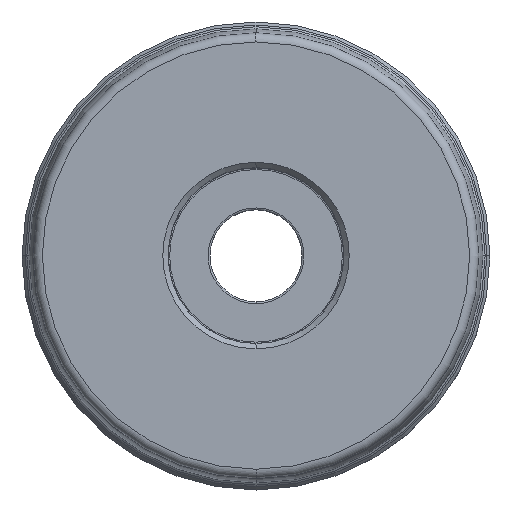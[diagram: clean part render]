
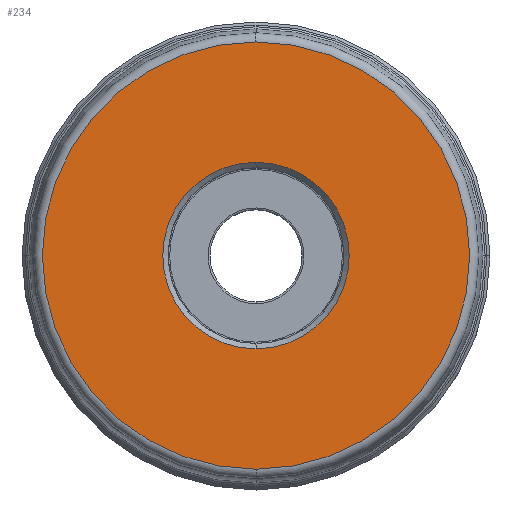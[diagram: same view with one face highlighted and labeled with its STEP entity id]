
A CAD part, top view. The second image highlights one B-rep face of the part: STEP entity #234.
In plain terms, the highlighted planar face has unit normal (0, 0, 1).
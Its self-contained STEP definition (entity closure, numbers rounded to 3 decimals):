
#234=ADVANCED_FACE('',(#296,#297),#286,.F.);
#286=PLANE('',#1581);
#296=FACE_BOUND('',#346,.T.);
#297=FACE_BOUND('',#347,.T.);
#346=EDGE_LOOP('',(#554,#555,#556,#557));
#347=EDGE_LOOP('',(#558,#559));
#554=ORIENTED_EDGE('',*,*,#976,.T.);
#555=ORIENTED_EDGE('',*,*,#974,.T.);
#556=ORIENTED_EDGE('',*,*,#973,.T.);
#557=ORIENTED_EDGE('',*,*,#977,.T.);
#558=ORIENTED_EDGE('',*,*,#978,.T.);
#559=ORIENTED_EDGE('',*,*,#979,.T.);
#828=VERTEX_POINT('',#2435);
#829=VERTEX_POINT('',#2437);
#830=VERTEX_POINT('',#2439);
#831=VERTEX_POINT('',#2443);
#832=VERTEX_POINT('',#2447);
#833=VERTEX_POINT('',#2448);
#973=EDGE_CURVE('',#829,#828,#1150,.T.);
#974=EDGE_CURVE('',#830,#829,#1151,.T.);
#976=EDGE_CURVE('',#831,#830,#1153,.T.);
#977=EDGE_CURVE('',#828,#831,#1154,.T.);
#978=EDGE_CURVE('',#832,#833,#1155,.T.);
#979=EDGE_CURVE('',#833,#832,#1156,.T.);
#1150=CIRCLE('',#1572,46.385);
#1151=CIRCLE('',#1573,46.385);
#1153=CIRCLE('',#1576,46.385);
#1154=CIRCLE('',#1577,46.385);
#1155=CIRCLE('',#1579,20.25);
#1156=CIRCLE('',#1580,20.25);
#1572=AXIS2_PLACEMENT_3D('',#2436,#1952,#1953);
#1573=AXIS2_PLACEMENT_3D('',#2438,#1954,#1955);
#1576=AXIS2_PLACEMENT_3D('',#2442,#1960,#1961);
#1577=AXIS2_PLACEMENT_3D('',#2444,#1962,#1963);
#1579=AXIS2_PLACEMENT_3D('',#2446,#1966,#1967);
#1580=AXIS2_PLACEMENT_3D('',#2449,#1968,#1969);
#1581=AXIS2_PLACEMENT_3D('',#2450,#1970,#1971);
#1952=DIRECTION('',(0.,0.,1.));
#1953=DIRECTION('',(0.,1.,0.));
#1954=DIRECTION('',(0.,0.,1.));
#1955=DIRECTION('',(0.,-1.,0.));
#1960=DIRECTION('',(0.,0.,1.));
#1961=DIRECTION('',(0.,-1.,0.));
#1962=DIRECTION('',(0.,0.,1.));
#1963=DIRECTION('',(0.,1.,0.));
#1966=DIRECTION('',(0.,0.,-1.));
#1967=DIRECTION('',(0.,-1.,0.));
#1968=DIRECTION('',(0.,0.,-1.));
#1969=DIRECTION('',(0.,1.,0.));
#1970=DIRECTION('',(0.,0.,-1.));
#1971=DIRECTION('',(0.,1.,0.));
#2435=CARTESIAN_POINT('',(0.,46.385,0.));
#2436=CARTESIAN_POINT('',(0.,0.,0.));
#2437=CARTESIAN_POINT('',(0.021,46.385,0.));
#2438=CARTESIAN_POINT('',(0.,0.,0.));
#2439=CARTESIAN_POINT('',(0.,-46.385,0.));
#2442=CARTESIAN_POINT('',(0.,0.,0.));
#2443=CARTESIAN_POINT('',(-0.021,-46.385,0.));
#2444=CARTESIAN_POINT('',(0.,0.,0.));
#2446=CARTESIAN_POINT('',(0.,0.,0.));
#2447=CARTESIAN_POINT('',(0.,-20.25,0.));
#2448=CARTESIAN_POINT('',(0.,20.25,0.));
#2449=CARTESIAN_POINT('',(0.,0.,0.));
#2450=CARTESIAN_POINT('',(0.,0.,0.));
